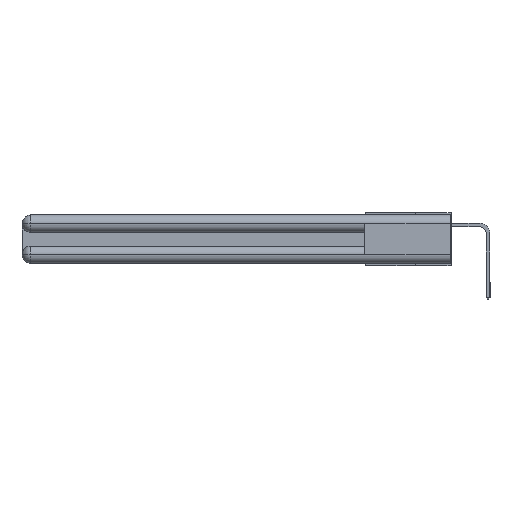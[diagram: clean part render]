
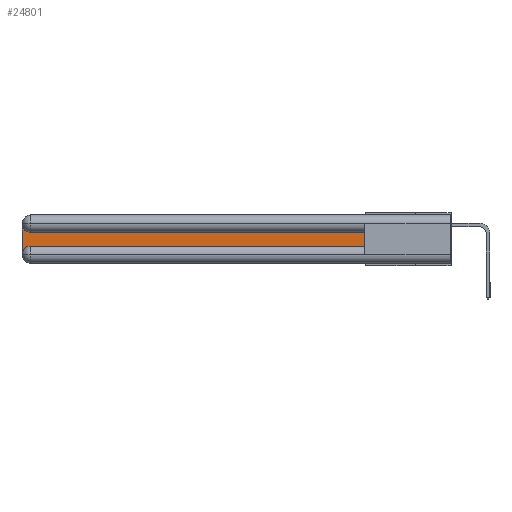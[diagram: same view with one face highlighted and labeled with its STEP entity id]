
A CAD part, left-side view. The second image highlights one B-rep face of the part: STEP entity #24801.
In plain terms, the highlighted planar face has unit normal (-1, 0, 0).
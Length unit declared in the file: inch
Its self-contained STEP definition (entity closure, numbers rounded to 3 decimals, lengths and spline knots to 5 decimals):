
#163 = FACE_OUTER_BOUND ( 'NONE', #9403, .T. ) ;
#209 = CARTESIAN_POINT ( 'NONE',  ( 0.075, 3., -0.1225 ) ) ;
#595 = ORIENTED_EDGE ( 'NONE', *, *, #27156, .T. ) ;
#602 = DIRECTION ( 'NONE',  ( 0., 0., -1. ) ) ;
#1044 = ORIENTED_EDGE ( 'NONE', *, *, #15318, .T. ) ;
#1557 = CARTESIAN_POINT ( 'NONE',  ( 0.075, 2.94, -0.1225 ) ) ;
#1574 = ORIENTED_EDGE ( 'NONE', *, *, #17163, .T. ) ;
#1721 = DIRECTION ( 'NONE',  ( 0., 0., -1. ) ) ;
#2054 = PLANE ( 'NONE',  #16098 ) ;
#2381 = LINE ( 'NONE', #4426, #26018 ) ;
#3528 = EDGE_CURVE ( 'NONE', #8679, #5634, #25647, .T. ) ;
#4362 = ORIENTED_EDGE ( 'NONE', *, *, #10339, .T. ) ;
#4426 = CARTESIAN_POINT ( 'NONE',  ( 0.075, 0.6, -0.1225 ) ) ;
#5025 = CIRCLE ( 'NONE', #14886, 0.06 ) ;
#5634 = VERTEX_POINT ( 'NONE', #22308 ) ;
#5789 = VERTEX_POINT ( 'NONE', #23153 ) ;
#7827 = CARTESIAN_POINT ( 'NONE',  ( 0.075, 0.6, -0.1225 ) ) ;
#8650 = DIRECTION ( 'NONE',  ( 0., 0., -1. ) ) ;
#8679 = VERTEX_POINT ( 'NONE', #14947 ) ;
#9217 = ORIENTED_EDGE ( 'NONE', *, *, #3528, .T. ) ;
#9403 = EDGE_LOOP ( 'NONE', ( #1574, #4362, #21532, #595, #9217, #1044 ) ) ;
#9571 = EDGE_CURVE ( 'NONE', #5789, #11910, #19373, .T. ) ;
#10339 = EDGE_CURVE ( 'NONE', #13736, #5789, #27179, .T. ) ;
#10812 = VECTOR ( 'NONE', #1721, 39.37008 ) ;
#11910 = VERTEX_POINT ( 'NONE', #26505 ) ;
#12677 = DIRECTION ( 'NONE',  ( 0., 1., 0. ) ) ;
#13736 = VERTEX_POINT ( 'NONE', #1557 ) ;
#13971 = VECTOR ( 'NONE', #23760, 39.37008 ) ;
#14886 = AXIS2_PLACEMENT_3D ( 'NONE', #18868, #16859, #18964 ) ;
#14947 = CARTESIAN_POINT ( 'NONE',  ( 0.075, 2.94, -0.2175 ) ) ;
#15318 = EDGE_CURVE ( 'NONE', #5634, #23196, #22851, .T. ) ;
#16098 = AXIS2_PLACEMENT_3D ( 'NONE', #209, #17024, #8650 ) ;
#16859 = DIRECTION ( 'NONE',  ( 1., 0., 0. ) ) ;
#17024 = DIRECTION ( 'NONE',  ( 1., 0., 0. ) ) ;
#17163 = EDGE_CURVE ( 'NONE', #23196, #13736, #2381, .T. ) ;
#18868 = CARTESIAN_POINT ( 'NONE',  ( 0.075, 2.94, -0.2775 ) ) ;
#18964 = DIRECTION ( 'NONE',  ( 0., 0., -1. ) ) ;
#19373 = LINE ( 'NONE', #26105, #10812 ) ;
#20106 = CARTESIAN_POINT ( 'NONE',  ( 0.075, 0.6, -0.2175 ) ) ;
#21344 = AXIS2_PLACEMENT_3D ( 'NONE', #21534, #25723, #602 ) ;
#21532 = ORIENTED_EDGE ( 'NONE', *, *, #9571, .T. ) ;
#21534 = CARTESIAN_POINT ( 'NONE',  ( 0.075, 2.94, -0.0625 ) ) ;
#22308 = CARTESIAN_POINT ( 'NONE',  ( 0.075, 0.6, -0.2175 ) ) ;
#22851 = LINE ( 'NONE', #25024, #13971 ) ;
#23026 = VECTOR ( 'NONE', #24222, 39.37008 ) ;
#23153 = CARTESIAN_POINT ( 'NONE',  ( 0.075, 3., -0.0625 ) ) ;
#23196 = VERTEX_POINT ( 'NONE', #7827 ) ;
#23760 = DIRECTION ( 'NONE',  ( 0., 0., 1. ) ) ;
#24222 = DIRECTION ( 'NONE',  ( 0., -1., 0. ) ) ;
#24801 = ADVANCED_FACE ( 'NONE', ( #163 ), #2054, .F. ) ;
#25024 = CARTESIAN_POINT ( 'NONE',  ( 0.075, 0.6, -0.2175 ) ) ;
#25647 = LINE ( 'NONE', #20106, #23026 ) ;
#25723 = DIRECTION ( 'NONE',  ( 1., 0., 0. ) ) ;
#26018 = VECTOR ( 'NONE', #12677, 39.37008 ) ;
#26105 = CARTESIAN_POINT ( 'NONE',  ( 0.075, 3., -0.2175 ) ) ;
#26505 = CARTESIAN_POINT ( 'NONE',  ( 0.075, 3., -0.2775 ) ) ;
#27156 = EDGE_CURVE ( 'NONE', #11910, #8679, #5025, .T. ) ;
#27179 = CIRCLE ( 'NONE', #21344, 0.06 ) ;
